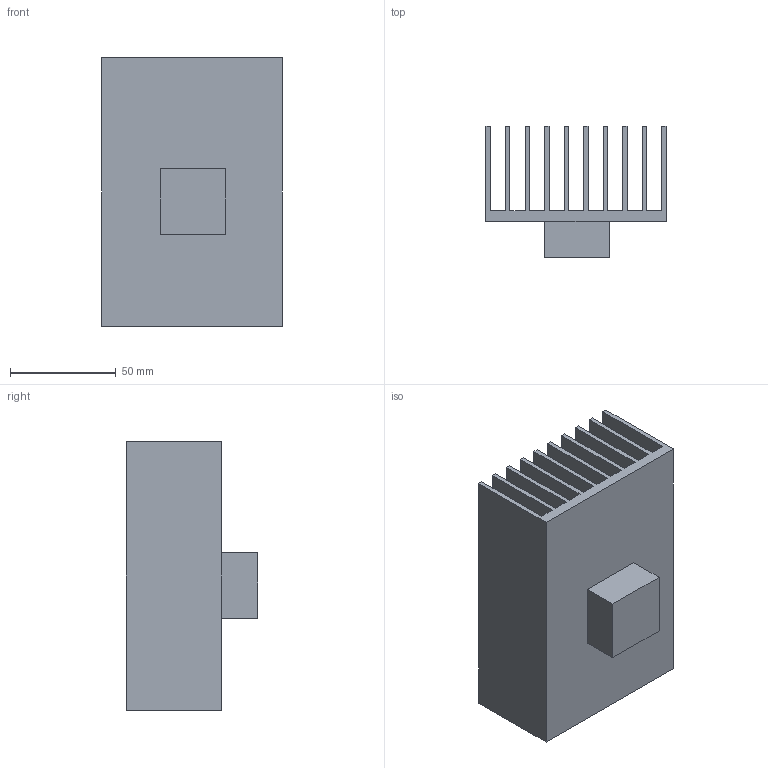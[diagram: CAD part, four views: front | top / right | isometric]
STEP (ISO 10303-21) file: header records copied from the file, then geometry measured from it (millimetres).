
FILE_DESCRIPTION(('STEP AP214'),'1');
FILE_NAME('heatsinkwithceramic.stp','2018-07-15T22:52:09',(' '),(' '),'Spatial InterOp 3D',' ',' ');
FILE_SCHEMA(('AUTOMOTIVE_DESIGN { 1 0 10303 214 1 1 1 1 }'));
Length unit declared in the file: metre
Products named in the file (1): Solid
Bounding box: 85 x 62.01 x 127 mm (x, y, z)
Volume: 177001.6 mm3; surface area: 129099.2 mm2
Topology: 1 solids, 1 shells, 47 faces, 132 edges, 88 vertices
Faces by surface type: plane 47
Entity records: 1887 total; most frequent: CARTESIAN_POINT 268, ORIENTED_EDGE 264, DIRECTION 228, EDGE_CURVE 132, LINE 132, VECTOR 132, VERTEX_POINT 88, STYLED_ITEM 48
